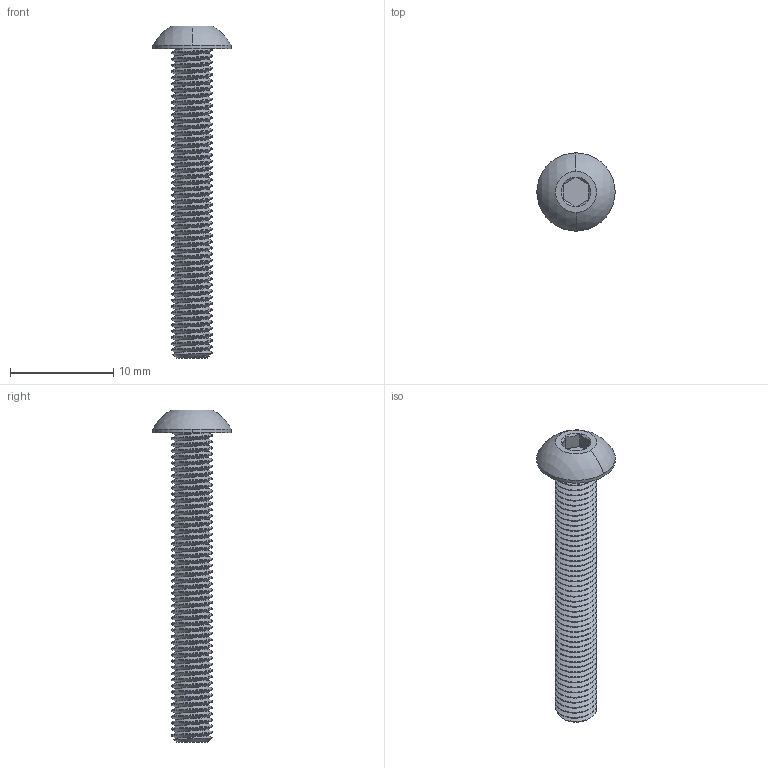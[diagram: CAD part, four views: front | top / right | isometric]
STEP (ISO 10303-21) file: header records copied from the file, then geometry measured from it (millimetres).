
FILE_DESCRIPTION (( 'STEP AP203' ), '1' );
FILE_NAME ('2802-0004-0030.STEP', '2017-04-04T18:24:57', ( '' ), ( '' ), 'SwSTEP 2.0', 'SolidWorks 2016', '' );
FILE_SCHEMA (( 'CONFIG_CONTROL_DESIGN' ));
Length unit declared in the file: millimetre
Products named in the file (1): 2802-0004-0030
Bounding box: 7.6 x 7.6 x 32.2 mm (x, y, z)
Volume: 373.8 mm3; surface area: 720.3 mm2
Topology: 1 solids, 1 shells, 126 faces, 354 edges, 232 vertices
Faces by surface type: cylinder 101, cone 10, plane 10, bspline 3, sphere 2
Entity records: 9634 total; most frequent: CARTESIAN_POINT 6933, ORIENTED_EDGE 708, DIRECTION 406, EDGE_CURVE 354, VERTEX_POINT 232, AXIS2_PLACEMENT_3D 145, EDGE_LOOP 128, FACE_OUTER_BOUND 126
